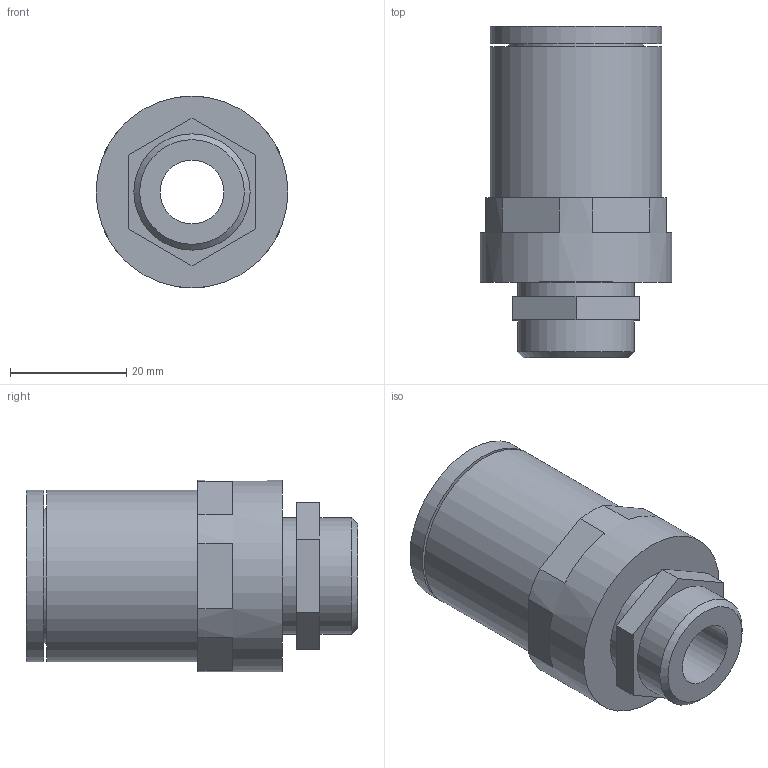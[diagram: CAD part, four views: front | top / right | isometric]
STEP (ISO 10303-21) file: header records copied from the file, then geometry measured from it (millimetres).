
FILE_DESCRIPTION( ( 'STEP AP203' ), '1' );
FILE_NAME( 'FLEXA RQGKZP-M 5112.021.220.stp', '2020-03-25T07:51:23', ( 'License CC BY-ND 4.0' ), ( 'CADENAS' ), ' ', 'PARTsolutions', ' ' );
FILE_SCHEMA( ( 'CONFIG_CONTROL_DESIGN' ) );
Length unit declared in the file: millimetre
Products named in the file (1): _FLEXA RQGKZP-M 5112.021.220
Bounding box: 33 x 57 x 33 mm (x, y, z)
Volume: 23851.7 mm3; surface area: 10158.1 mm2
Topology: 1 solids, 1 shells, 37 faces, 82 edges, 54 vertices
Faces by surface type: plane 27, cylinder 8, cone 1, torus 1
Full cylindrical faces by diameter (mm): 11 x1, 20 x2, 21.2 x1, 23.2 x1, 29.5 x2, 33 x1
Entity records: 1018 total; most frequent: DIRECTION 176, CARTESIAN_POINT 162, ORIENTED_EDGE 142, EDGE_CURVE 71, AXIS2_PLACEMENT_3D 67, EDGE_LOOP 56, VERTEX_POINT 53, FACE_OUTER_BOUND 46
